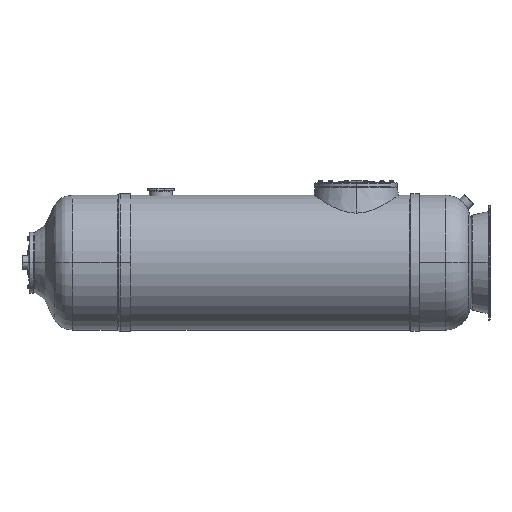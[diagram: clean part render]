
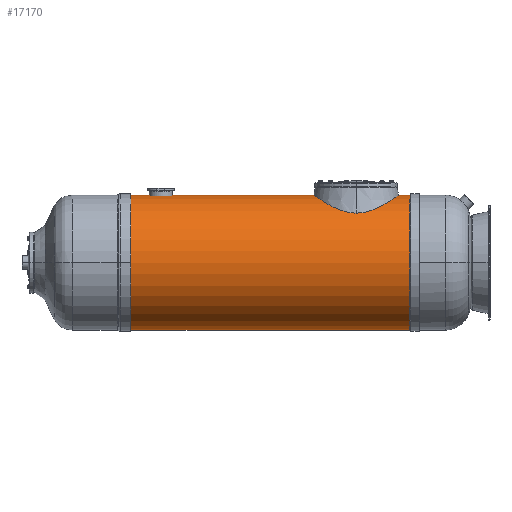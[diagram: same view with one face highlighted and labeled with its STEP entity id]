
A CAD part, left-side view. The second image highlights one B-rep face of the part: STEP entity #17170.
In plain terms, the highlighted cylindrical face has radius 305 mm (diameter 610 mm), a partial arc.
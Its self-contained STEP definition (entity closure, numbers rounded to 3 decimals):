
#348 = AXIS2_PLACEMENT_3D ( 'NONE', #30962, #3064, #27340 ) ;
#1015 = AXIS2_PLACEMENT_3D ( 'NONE', #2126, #14492, #25360 ) ;
#2126 = CARTESIAN_POINT ( 'NONE',  ( 260., 358.214, -260. ) ) ;
#3064 = DIRECTION ( 'NONE',  ( 0., -1., 0. ) ) ;
#3869 = EDGE_CURVE ( 'NONE', #10422, #15827, #36853, .T. ) ;
#5151 = CARTESIAN_POINT ( 'NONE',  ( 260., 351.405, 45. ) ) ;
#5211 = CARTESIAN_POINT ( 'NONE',  ( 260., 358.214, -565. ) ) ;
#6170 = EDGE_CURVE ( 'NONE', #43294, #15827, #40136, .T. ) ;
#8739 = CARTESIAN_POINT ( 'NONE',  ( 260., 351.405, -565. ) ) ;
#9864 = FACE_OUTER_BOUND ( 'NONE', #42307, .T. ) ;
#10422 = VERTEX_POINT ( 'NONE', #42216 ) ;
#10431 = DIRECTION ( 'NONE',  ( 0., -1., 0. ) ) ;
#12783 = VECTOR ( 'NONE', #25376, 1000. ) ;
#14492 = DIRECTION ( 'NONE',  ( 0., -1., 0. ) ) ;
#15827 = VERTEX_POINT ( 'NONE', #5211 ) ;
#16278 = ORIENTED_EDGE ( 'NONE', *, *, #6170, .F. ) ;
#17170 = ADVANCED_FACE ( 'NONE', ( #9864 ), #34351, .T. ) ;
#18216 = CARTESIAN_POINT ( 'NONE',  ( 260., 358.214, 45. ) ) ;
#18655 = AXIS2_PLACEMENT_3D ( 'NONE', #41515, #10431, #34719 ) ;
#19202 = VECTOR ( 'NONE', #30273, 1000. ) ;
#22835 = ORIENTED_EDGE ( 'NONE', *, *, #30288, .T. ) ;
#23683 = ORIENTED_EDGE ( 'NONE', *, *, #40781, .F. ) ;
#25360 = DIRECTION ( 'NONE',  ( 0., 0., -1. ) ) ;
#25376 = DIRECTION ( 'NONE',  ( 0., -1., 0. ) ) ;
#27340 = DIRECTION ( 'NONE',  ( 0., 0., -1. ) ) ;
#28364 = CARTESIAN_POINT ( 'NONE',  ( 260., 1658.493, 45. ) ) ;
#30273 = DIRECTION ( 'NONE',  ( 0., -1., 0. ) ) ;
#30288 = EDGE_CURVE ( 'NONE', #41338, #10422, #33833, .T. ) ;
#30962 = CARTESIAN_POINT ( 'NONE',  ( 260., 351.405, -260. ) ) ;
#33833 = CIRCLE ( 'NONE', #18655, 305. ) ;
#34351 = CYLINDRICAL_SURFACE ( 'NONE', #348, 305. ) ;
#34719 = DIRECTION ( 'NONE',  ( 0., 0., -1. ) ) ;
#36853 = LINE ( 'NONE', #8739, #19202 ) ;
#39624 = LINE ( 'NONE', #5151, #12783 ) ;
#40136 = CIRCLE ( 'NONE', #1015, 305. ) ;
#40781 = EDGE_CURVE ( 'NONE', #41338, #43294, #39624, .T. ) ;
#41338 = VERTEX_POINT ( 'NONE', #28364 ) ;
#41515 = CARTESIAN_POINT ( 'NONE',  ( 260., 1658.493, -260. ) ) ;
#42216 = CARTESIAN_POINT ( 'NONE',  ( 260., 1658.493, -565. ) ) ;
#42307 = EDGE_LOOP ( 'NONE', ( #23683, #22835, #43768, #16278 ) ) ;
#43294 = VERTEX_POINT ( 'NONE', #18216 ) ;
#43768 = ORIENTED_EDGE ( 'NONE', *, *, #3869, .T. ) ;
